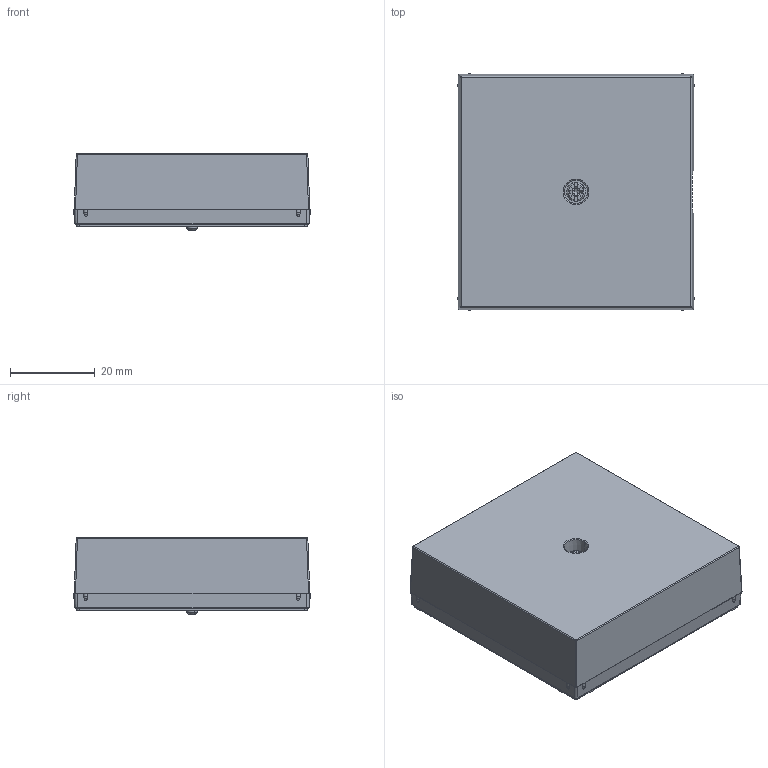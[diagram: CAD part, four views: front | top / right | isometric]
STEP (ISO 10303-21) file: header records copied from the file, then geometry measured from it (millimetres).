
FILE_DESCRIPTION((''),'2;1');
FILE_NAME('WAF4400_GEN_ASM','2025-03-19T08:37:23',('andolfs'),(''),'CREO PARAMETRIC BY PTC INC, 2023154','CREO PARAMETRIC BY PTC INC, 2023154','');
FILE_SCHEMA(('CONFIG_CONTROL_DESIGN','SHAPE_APPEARANCE_LAYERS_GROUPS'));
Length unit declared in the file: millimetre
Products named in the file (4): W4G0161_18; W1A2374_GEN; 9002559000; WAF4400_GEN_ASM
Assembly tree (3 placements, depth 2):
  WAF4400_GEN_ASM
    W4G0161_18
    W1A2374_GEN
    9002559000
Bounding box: 55.9 x 55.9 x 18.3 mm (x, y, z)
Volume: 12216.8 mm3; surface area: 13390.8 mm2
Topology: 6 solids, 6 shells, 662 faces, 1732 edges, 1103 vertices
Faces by surface type: plane 333, cylinder 108, extrusion 95, bspline 63, torus 29, cone 20, sphere 14
Entity records: 30860 total; most frequent: CARTESIAN_POINT 10476, ORIENTED_EDGE 3460, DIRECTION 2692, EDGE_CURVE 1730, PRESENTATION_STYLE_ASSIGNMENT 1565, STYLED_ITEM 1565, CURVE_STYLE 1560, VECTOR 1118
